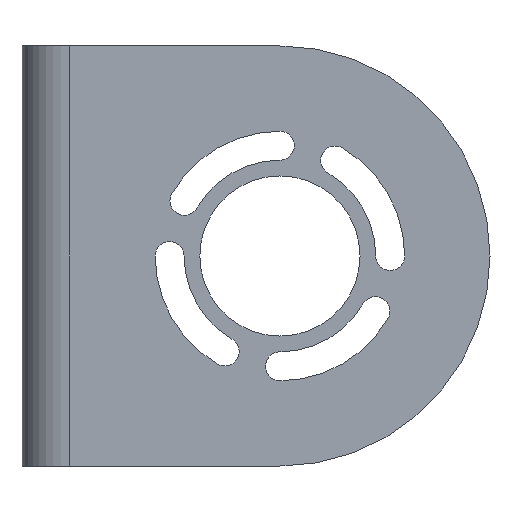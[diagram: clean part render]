
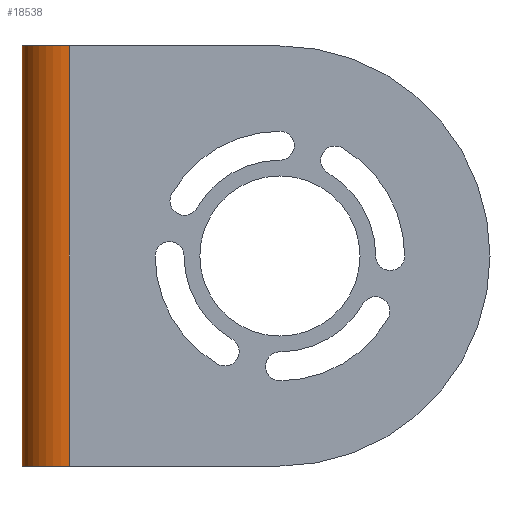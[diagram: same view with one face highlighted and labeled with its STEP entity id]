
A CAD part, front view. The second image highlights one B-rep face of the part: STEP entity #18538.
In plain terms, the highlighted cylindrical face has radius 9 mm (diameter 18 mm), a partial arc.
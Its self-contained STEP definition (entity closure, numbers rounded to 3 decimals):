
#457 = DIRECTION ( 'NONE',  ( 1., 0., 0. ) ) ;
#1073 = CARTESIAN_POINT ( 'NONE',  ( -3.11, 9., 0. ) ) ;
#1245 = EDGE_CURVE ( 'NONE', #1309, #13032, #16997, .T. ) ;
#1309 = VERTEX_POINT ( 'NONE', #4061 ) ;
#4061 = CARTESIAN_POINT ( 'NONE',  ( 5.89, 0., -80. ) ) ;
#4351 = EDGE_LOOP ( 'NONE', ( #10252, #17512, #19186, #19768 ) ) ;
#4721 = CARTESIAN_POINT ( 'NONE',  ( 5.89, 0., 0. ) ) ;
#5249 = DIRECTION ( 'NONE',  ( 0., 0., 1. ) ) ;
#5440 = EDGE_CURVE ( 'NONE', #13032, #14857, #8577, .T. ) ;
#5606 = CARTESIAN_POINT ( 'NONE',  ( 5.89, 0., 0. ) ) ;
#5617 = DIRECTION ( 'NONE',  ( 0., 0., 1. ) ) ;
#5766 = AXIS2_PLACEMENT_3D ( 'NONE', #7202, #5249, #13464 ) ;
#5792 = EDGE_CURVE ( 'NONE', #1309, #16210, #17386, .T. ) ;
#6928 = DIRECTION ( 'NONE',  ( 1., 0., 0. ) ) ;
#7202 = CARTESIAN_POINT ( 'NONE',  ( 5.89, 9., 0. ) ) ;
#8371 = CIRCLE ( 'NONE', #5766, 9. ) ;
#8577 = LINE ( 'NONE', #1073, #18279 ) ;
#9799 = CARTESIAN_POINT ( 'NONE',  ( -3.11, 9., 0. ) ) ;
#10252 = ORIENTED_EDGE ( 'NONE', *, *, #12304, .F. ) ;
#10327 = DIRECTION ( 'NONE',  ( 0., 0., -1. ) ) ;
#11322 = CYLINDRICAL_SURFACE ( 'NONE', #15891, 9. ) ;
#12304 = EDGE_CURVE ( 'NONE', #14857, #16210, #8371, .T. ) ;
#12331 = VECTOR ( 'NONE', #12631, 1000. ) ;
#12631 = DIRECTION ( 'NONE',  ( 0., 0., 1. ) ) ;
#13032 = VERTEX_POINT ( 'NONE', #14255 ) ;
#13464 = DIRECTION ( 'NONE',  ( 1., 0., 0. ) ) ;
#14255 = CARTESIAN_POINT ( 'NONE',  ( -3.11, 9., -80. ) ) ;
#14319 = FACE_OUTER_BOUND ( 'NONE', #4351, .T. ) ;
#14519 = DIRECTION ( 'NONE',  ( 0., 0., 1. ) ) ;
#14541 = CARTESIAN_POINT ( 'NONE',  ( 5.89, 9., -80. ) ) ;
#14857 = VERTEX_POINT ( 'NONE', #9799 ) ;
#15891 = AXIS2_PLACEMENT_3D ( 'NONE', #17626, #14519, #6928 ) ;
#16210 = VERTEX_POINT ( 'NONE', #5606 ) ;
#16997 = CIRCLE ( 'NONE', #18006, 9. ) ;
#17386 = LINE ( 'NONE', #4721, #12331 ) ;
#17512 = ORIENTED_EDGE ( 'NONE', *, *, #5440, .F. ) ;
#17626 = CARTESIAN_POINT ( 'NONE',  ( 5.89, 9., -120.918 ) ) ;
#18006 = AXIS2_PLACEMENT_3D ( 'NONE', #14541, #10327, #457 ) ;
#18279 = VECTOR ( 'NONE', #5617, 1000. ) ;
#18538 = ADVANCED_FACE ( 'NONE', ( #14319 ), #11322, .T. ) ;
#19186 = ORIENTED_EDGE ( 'NONE', *, *, #1245, .F. ) ;
#19768 = ORIENTED_EDGE ( 'NONE', *, *, #5792, .T. ) ;
